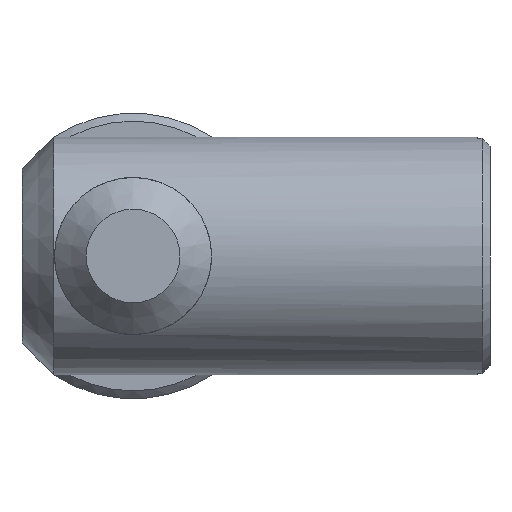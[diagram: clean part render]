
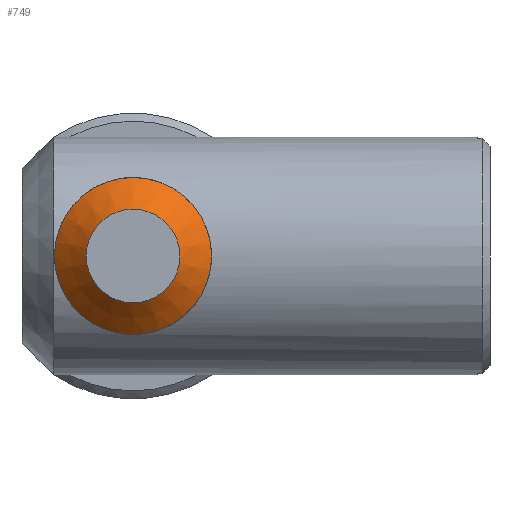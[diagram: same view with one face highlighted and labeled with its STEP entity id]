
A CAD part, front view. The second image highlights one B-rep face of the part: STEP entity #749.
In plain terms, the highlighted conical face has half-angle 45 degrees and reference radius 4.95 mm.
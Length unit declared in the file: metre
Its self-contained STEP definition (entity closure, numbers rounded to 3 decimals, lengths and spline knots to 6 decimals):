
#68=CONICAL_SURFACE('',#837,0.00495,0.785);
#90=FACE_OUTER_BOUND('',#133,.T.);
#133=EDGE_LOOP('',(#541,#542,#543,#544));
#178=LINE('',#1242,#222);
#222=VECTOR('',#967,0.00495);
#263=CIRCLE('',#827,0.00495);
#268=CIRCLE('',#838,0.00295);
#314=VERTEX_POINT('',#1217);
#319=VERTEX_POINT('',#1241);
#396=EDGE_CURVE('',#314,#314,#263,.T.);
#406=EDGE_CURVE('',#314,#319,#178,.T.);
#407=EDGE_CURVE('',#319,#319,#268,.T.);
#541=ORIENTED_EDGE('',*,*,#396,.F.);
#542=ORIENTED_EDGE('',*,*,#406,.T.);
#543=ORIENTED_EDGE('',*,*,#407,.T.);
#544=ORIENTED_EDGE('',*,*,#406,.F.);
#749=ADVANCED_FACE('',(#90),#68,.T.);
#827=AXIS2_PLACEMENT_3D('',#1219,#941,#942);
#837=AXIS2_PLACEMENT_3D('',#1240,#965,#966);
#838=AXIS2_PLACEMENT_3D('',#1243,#968,#969);
#941=DIRECTION('center_axis',(0.,1.,0.));
#942=DIRECTION('ref_axis',(0.,0.,1.));
#965=DIRECTION('center_axis',(0.,1.,0.));
#966=DIRECTION('ref_axis',(0.,0.,1.));
#967=DIRECTION('',(0.,-0.707,0.707));
#968=DIRECTION('center_axis',(0.,1.,0.));
#969=DIRECTION('ref_axis',(0.,0.,1.));
#1217=CARTESIAN_POINT('',(-0.001519,-0.026621,-0.002368));
#1219=CARTESIAN_POINT('Origin',(-0.001519,-0.026621,
0.002582));
#1240=CARTESIAN_POINT('Origin',(-0.001519,-0.026621,
0.002582));
#1241=CARTESIAN_POINT('',(-0.001519,-0.028621,-0.000368));
#1242=CARTESIAN_POINT('',(-0.001519,-0.026621,-0.002368));
#1243=CARTESIAN_POINT('Origin',(-0.001519,-0.028621,
0.002582));
